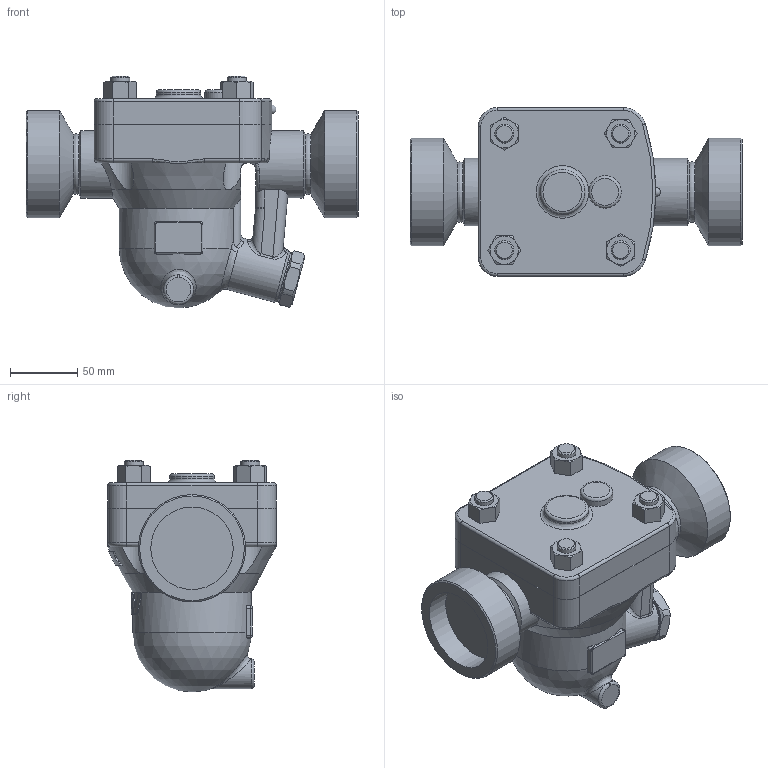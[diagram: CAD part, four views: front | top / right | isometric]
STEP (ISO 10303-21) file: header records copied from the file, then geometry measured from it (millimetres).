
FILE_DESCRIPTION((''),'2;1');
FILE_NAME('j5shb-050-sw000-00.stp','2010-09-24T11:47:49',('nakaot'),(''),'Autodesk Inventor 2008','Autodesk Inventor 2008','');
FILE_SCHEMA(('AUTOMOTIVE_DESIGN { 1 0 10303 214 1 1 1 1 }'));
Length unit declared in the file: millimetre
Products named in the file (1): j5shb-050-sw000-00
Bounding box: 246 x 125 x 171.9 mm (x, y, z)
Volume: 1838369.9 mm3; surface area: 162657.9 mm2
Topology: 1 solids, 1 shells, 299 faces, 725 edges, 453 vertices
Faces by surface type: plane 102, cylinder 72, bspline 59, cone 45, torus 19, sphere 2
Full cylindrical faces by diameter (mm): 14 x8, 24 x1, 33 x1, 38 x1, 40 x1, 50 x2, 61.1 x1, 79.5 x1, 80 x1
Entity records: 18061 total; most frequent: CARTESIAN_POINT 11748, ORIENTED_EDGE 1328, DIRECTION 1214, EDGE_CURVE 664, AXIS2_PLACEMENT_3D 509, VERTEX_POINT 440, EDGE_LOOP 382, FACE_OUTER_BOUND 299
